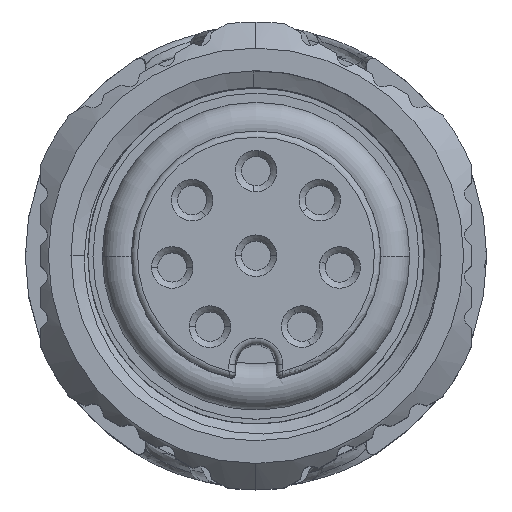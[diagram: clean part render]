
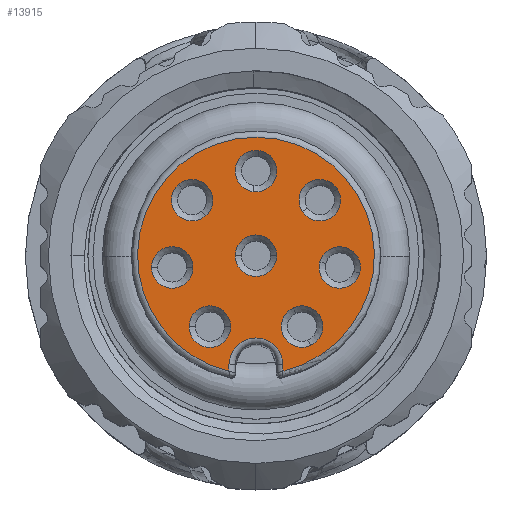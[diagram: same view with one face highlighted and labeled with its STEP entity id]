
A CAD part, top view. The second image highlights one B-rep face of the part: STEP entity #13915.
In plain terms, the highlighted planar face has unit normal (0, 0, 1).
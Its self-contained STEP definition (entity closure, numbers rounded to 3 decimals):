
#1278=CARTESIAN_POINT('',(0.,0.,1.6));
#1279=DIRECTION('',(0.,0.,1.));
#1280=DIRECTION('',(0.228,-0.974,0.));
#1281=AXIS2_PLACEMENT_3D('',#1278,#1279,#1280);
#1286=CARTESIAN_POINT('',(-2.075,1.804,1.6));
#1287=DIRECTION('',(0.,0.,-1.));
#1288=DIRECTION('',(0.656,-0.755,0.));
#1289=AXIS2_PLACEMENT_3D('',#1286,#1287,#1288);
#1294=CARTESIAN_POINT('',(-2.075,1.804,1.6));
#1295=DIRECTION('',(0.,0.,-1.));
#1296=DIRECTION('',(-0.656,0.755,0.));
#1297=AXIS2_PLACEMENT_3D('',#1294,#1295,#1296);
#1302=CARTESIAN_POINT('',(0.,2.75,1.6));
#1303=DIRECTION('',(0.,0.,-1.));
#1304=DIRECTION('',(0.139,0.99,0.));
#1305=AXIS2_PLACEMENT_3D('',#1302,#1303,#1304);
#1310=CARTESIAN_POINT('',(0.,2.75,1.6));
#1311=DIRECTION('',(0.,0.,-1.));
#1312=DIRECTION('',(-0.139,-0.99,0.));
#1313=AXIS2_PLACEMENT_3D('',#1310,#1311,#1312);
#1318=CARTESIAN_POINT('',(2.075,1.804,1.6));
#1319=DIRECTION('',(0.,0.,-1.));
#1320=DIRECTION('',(0.839,0.545,0.));
#1321=AXIS2_PLACEMENT_3D('',#1318,#1319,#1320);
#1326=CARTESIAN_POINT('',(2.075,1.804,1.6));
#1327=DIRECTION('',(0.,0.,-1.));
#1328=DIRECTION('',(-0.839,-0.545,0.));
#1329=AXIS2_PLACEMENT_3D('',#1326,#1327,#1328);
#1334=CARTESIAN_POINT('',(2.723,-0.383,1.6));
#1335=DIRECTION('',(0.,0.,-1.));
#1336=DIRECTION('',(0.961,-0.276,0.));
#1337=AXIS2_PLACEMENT_3D('',#1334,#1335,#1336);
#1342=CARTESIAN_POINT('',(2.723,-0.383,1.6));
#1343=DIRECTION('',(0.,0.,-1.));
#1344=DIRECTION('',(-0.961,0.276,0.));
#1345=AXIS2_PLACEMENT_3D('',#1342,#1343,#1344);
#1350=CARTESIAN_POINT('',(1.498,-2.306,1.6));
#1351=DIRECTION('',(0.,0.,-1.));
#1352=DIRECTION('',(0.423,-0.906,0.));
#1353=AXIS2_PLACEMENT_3D('',#1350,#1351,#1352);
#1358=CARTESIAN_POINT('',(1.498,-2.306,1.6));
#1359=DIRECTION('',(0.,0.,-1.));
#1360=DIRECTION('',(-0.423,0.906,0.));
#1361=AXIS2_PLACEMENT_3D('',#1358,#1359,#1360);
#1366=CARTESIAN_POINT('',(0.,0.,1.6));
#1367=DIRECTION('',(0.,0.,-1.));
#1368=DIRECTION('',(1.,0.,0.));
#1369=AXIS2_PLACEMENT_3D('',#1366,#1367,#1368);
#1374=CARTESIAN_POINT('',(0.,0.,1.6));
#1375=DIRECTION('',(0.,0.,-1.));
#1376=DIRECTION('',(-1.,0.,0.));
#1377=AXIS2_PLACEMENT_3D('',#1374,#1375,#1376);
#1382=CARTESIAN_POINT('',(-2.723,-0.383,1.6));
#1383=DIRECTION('',(0.,0.,-1.));
#1384=DIRECTION('',(-1.,0.,0.));
#1385=AXIS2_PLACEMENT_3D('',#1382,#1383,#1384);
#1390=CARTESIAN_POINT('',(-2.723,-0.383,1.6));
#1391=DIRECTION('',(0.,0.,-1.));
#1392=DIRECTION('',(1.,0.,0.));
#1393=AXIS2_PLACEMENT_3D('',#1390,#1391,#1392);
#1398=CARTESIAN_POINT('',(-1.498,-2.306,1.6));
#1399=DIRECTION('',(0.,0.,-1.));
#1400=DIRECTION('',(1.,0.,0.));
#1401=AXIS2_PLACEMENT_3D('',#1398,#1399,#1400);
#1406=CARTESIAN_POINT('',(-1.498,-2.306,1.6));
#1407=DIRECTION('',(0.,0.,-1.));
#1408=DIRECTION('',(-1.,0.,0.));
#1409=AXIS2_PLACEMENT_3D('',#1406,#1407,#1408);
#1414=DIRECTION('',(0.,-1.,0.));
#1415=VECTOR('',#1414,0.199);
#1416=CARTESIAN_POINT('',(0.877,-3.55,1.6));
#1417=LINE('',#1416,#1415);
#1421=CARTESIAN_POINT('',(0.,-3.55,1.6));
#1422=DIRECTION('',(0.,0.,-1.));
#1423=DIRECTION('',(-1.,0.,0.));
#1424=AXIS2_PLACEMENT_3D('',#1421,#1422,#1423);
#1429=DIRECTION('',(0.,1.,0.));
#1430=VECTOR('',#1429,0.199);
#1431=CARTESIAN_POINT('',(-0.877,-3.749,1.6));
#1432=LINE('',#1431,#1430);
#12519=CARTESIAN_POINT('',(-1.633,1.295,1.6));
#12520=CARTESIAN_POINT('',(-2.518,2.314,1.6));
#12521=VERTEX_POINT('',#12519);
#12522=VERTEX_POINT('',#12520);
#12527=CARTESIAN_POINT('',(0.094,3.418,1.6));
#12528=CARTESIAN_POINT('',(-0.094,2.082,1.6));
#12529=VERTEX_POINT('',#12527);
#12530=VERTEX_POINT('',#12528);
#12535=CARTESIAN_POINT('',(2.642,2.172,1.6));
#12536=CARTESIAN_POINT('',(1.509,1.437,1.6));
#12537=VERTEX_POINT('',#12535);
#12538=VERTEX_POINT('',#12536);
#12543=CARTESIAN_POINT('',(3.372,-0.569,1.6));
#12544=CARTESIAN_POINT('',(2.074,-0.197,1.6));
#12545=VERTEX_POINT('',#12543);
#12546=VERTEX_POINT('',#12544);
#12551=CARTESIAN_POINT('',(1.783,-2.918,1.6));
#12552=CARTESIAN_POINT('',(1.212,-1.695,1.6));
#12553=VERTEX_POINT('',#12551);
#12554=VERTEX_POINT('',#12552);
#12559=CARTESIAN_POINT('',(0.675,0.,1.6));
#12560=CARTESIAN_POINT('',(-0.675,0.,1.6));
#12561=VERTEX_POINT('',#12559);
#12562=VERTEX_POINT('',#12560);
#12567=CARTESIAN_POINT('',(-3.398,-0.383,1.6));
#12568=CARTESIAN_POINT('',(-2.048,-0.383,1.6));
#12569=VERTEX_POINT('',#12567);
#12570=VERTEX_POINT('',#12568);
#12575=CARTESIAN_POINT('',(-0.823,-2.306,1.6));
#12576=CARTESIAN_POINT('',(-2.173,-2.306,1.6));
#12577=VERTEX_POINT('',#12575);
#12578=VERTEX_POINT('',#12576);
#12615=CARTESIAN_POINT('',(0.877,-3.749,1.6));
#12616=CARTESIAN_POINT('',(-0.877,-3.749,1.6));
#12617=VERTEX_POINT('',#12615);
#12618=VERTEX_POINT('',#12616);
#12655=CARTESIAN_POINT('',(-0.877,-3.55,1.6));
#12656=VERTEX_POINT('',#12655);
#12661=CARTESIAN_POINT('',(0.877,-3.55,1.6));
#12662=VERTEX_POINT('',#12661);
#13853=CARTESIAN_POINT('',(0.,0.,1.6));
#13854=DIRECTION('',(0.,0.,1.));
#13855=DIRECTION('',(-1.,0.,0.));
#13856=AXIS2_PLACEMENT_3D('',#13853,#13854,#13855);
#13857=PLANE('',#13856);
#13858=ORIENTED_EDGE('',*,*,#13844,.F.);
#13860=ORIENTED_EDGE('',*,*,#13859,.F.);
#13862=ORIENTED_EDGE('',*,*,#13861,.F.);
#13864=ORIENTED_EDGE('',*,*,#13863,.F.);
#13865=EDGE_LOOP('',(#13858,#13860,#13862,#13864));
#13866=FACE_OUTER_BOUND('',#13865,.F.);
#13868=ORIENTED_EDGE('',*,*,#13867,.F.);
#13870=ORIENTED_EDGE('',*,*,#13869,.F.);
#13871=EDGE_LOOP('',(#13868,#13870));
#13872=FACE_BOUND('',#13871,.F.);
#13874=ORIENTED_EDGE('',*,*,#13873,.F.);
#13876=ORIENTED_EDGE('',*,*,#13875,.F.);
#13877=EDGE_LOOP('',(#13874,#13876));
#13878=FACE_BOUND('',#13877,.F.);
#13880=ORIENTED_EDGE('',*,*,#13879,.F.);
#13882=ORIENTED_EDGE('',*,*,#13881,.F.);
#13883=EDGE_LOOP('',(#13880,#13882));
#13884=FACE_BOUND('',#13883,.F.);
#13886=ORIENTED_EDGE('',*,*,#13885,.F.);
#13888=ORIENTED_EDGE('',*,*,#13887,.F.);
#13889=EDGE_LOOP('',(#13886,#13888));
#13890=FACE_BOUND('',#13889,.F.);
#13892=ORIENTED_EDGE('',*,*,#13891,.F.);
#13894=ORIENTED_EDGE('',*,*,#13893,.F.);
#13895=EDGE_LOOP('',(#13892,#13894));
#13896=FACE_BOUND('',#13895,.F.);
#13898=ORIENTED_EDGE('',*,*,#13897,.F.);
#13900=ORIENTED_EDGE('',*,*,#13899,.F.);
#13901=EDGE_LOOP('',(#13898,#13900));
#13902=FACE_BOUND('',#13901,.F.);
#13904=ORIENTED_EDGE('',*,*,#13903,.F.);
#13906=ORIENTED_EDGE('',*,*,#13905,.F.);
#13907=EDGE_LOOP('',(#13904,#13906));
#13908=FACE_BOUND('',#13907,.F.);
#13910=ORIENTED_EDGE('',*,*,#13909,.F.);
#13912=ORIENTED_EDGE('',*,*,#13911,.F.);
#13913=EDGE_LOOP('',(#13910,#13912));
#13914=FACE_BOUND('',#13913,.F.);
#13915=ADVANCED_FACE('',(#13866,#13872,#13878,#13884,#13890,#13896,#13902,
#13908,#13914),#13857,.T.);
#1282=CIRCLE('',#1281,3.85);
#1290=CIRCLE('',#1289,0.675);
#1298=CIRCLE('',#1297,0.675);
#1306=CIRCLE('',#1305,0.675);
#1314=CIRCLE('',#1313,0.675);
#1322=CIRCLE('',#1321,0.675);
#1330=CIRCLE('',#1329,0.675);
#1338=CIRCLE('',#1337,0.675);
#1346=CIRCLE('',#1345,0.675);
#1354=CIRCLE('',#1353,0.675);
#1362=CIRCLE('',#1361,0.675);
#1370=CIRCLE('',#1369,0.675);
#1378=CIRCLE('',#1377,0.675);
#1386=CIRCLE('',#1385,0.675);
#1394=CIRCLE('',#1393,0.675);
#1402=CIRCLE('',#1401,0.675);
#1410=CIRCLE('',#1409,0.675);
#1425=CIRCLE('',#1424,0.877);
#13844=EDGE_CURVE('',#12617,#12618,#1282,.T.);
#13859=EDGE_CURVE('',#12662,#12617,#1417,.T.);
#13861=EDGE_CURVE('',#12656,#12662,#1425,.T.);
#13863=EDGE_CURVE('',#12618,#12656,#1432,.T.);
#13867=EDGE_CURVE('',#12529,#12530,#1306,.T.);
#13869=EDGE_CURVE('',#12530,#12529,#1314,.T.);
#13873=EDGE_CURVE('',#12537,#12538,#1322,.T.);
#13875=EDGE_CURVE('',#12538,#12537,#1330,.T.);
#13879=EDGE_CURVE('',#12545,#12546,#1338,.T.);
#13881=EDGE_CURVE('',#12546,#12545,#1346,.T.);
#13885=EDGE_CURVE('',#12553,#12554,#1354,.T.);
#13887=EDGE_CURVE('',#12554,#12553,#1362,.T.);
#13891=EDGE_CURVE('',#12561,#12562,#1370,.T.);
#13893=EDGE_CURVE('',#12562,#12561,#1378,.T.);
#13897=EDGE_CURVE('',#12569,#12570,#1386,.T.);
#13899=EDGE_CURVE('',#12570,#12569,#1394,.T.);
#13903=EDGE_CURVE('',#12577,#12578,#1402,.T.);
#13905=EDGE_CURVE('',#12578,#12577,#1410,.T.);
#13909=EDGE_CURVE('',#12521,#12522,#1290,.T.);
#13911=EDGE_CURVE('',#12522,#12521,#1298,.T.);
